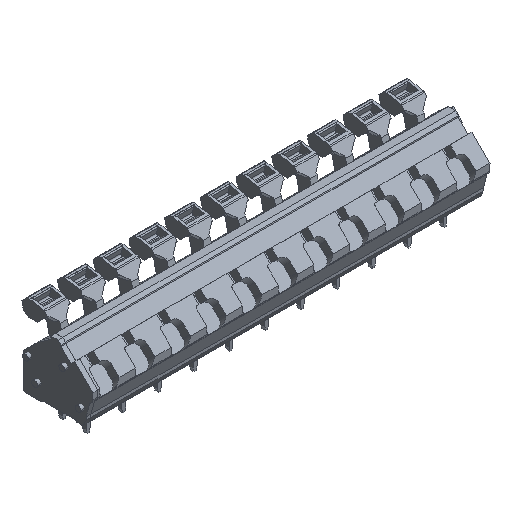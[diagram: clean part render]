
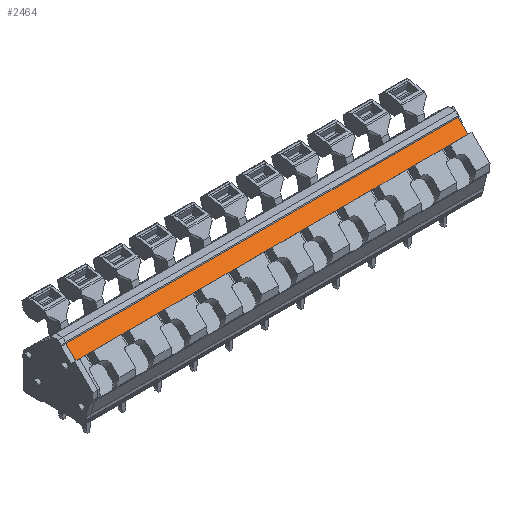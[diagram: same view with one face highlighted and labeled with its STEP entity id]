
A CAD part, isometric view. The second image highlights one B-rep face of the part: STEP entity #2464.
In plain terms, the highlighted planar face has unit normal (0, -0.707, 0.707).
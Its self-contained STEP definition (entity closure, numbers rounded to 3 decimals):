
#2268=AXIS2_PLACEMENT_3D('Plane Axis2P3D',#2265,#2266,#2267) ;
#252=CARTESIAN_POINT('Vertex',(1.7,4.588,13.942)) ;
#255=CARTESIAN_POINT('Line Origine',(1.7,5.637,14.99)) ;
#259=CARTESIAN_POINT('Vertex',(1.7,6.686,16.039)) ;
#2249=CARTESIAN_POINT('Vertex',(2.93,4.588,13.942)) ;
#2252=CARTESIAN_POINT('Line Origine',(2.315,4.588,13.942)) ;
#2265=CARTESIAN_POINT('Axis2P3D Location',(6.35,6.686,16.039)) ;
#2270=CARTESIAN_POINT('Line Origine',(3.774,4.588,13.942)) ;
#2274=CARTESIAN_POINT('Vertex',(4.617,4.588,13.942)) ;
#2277=CARTESIAN_POINT('Line Origine',(7.524,4.588,13.942)) ;
#2281=CARTESIAN_POINT('Vertex',(10.43,4.588,13.942)) ;
#2284=CARTESIAN_POINT('Line Origine',(11.274,4.588,13.942)) ;
#2288=CARTESIAN_POINT('Vertex',(12.117,4.588,13.942)) ;
#2291=CARTESIAN_POINT('Line Origine',(15.024,4.588,13.942)) ;
#2295=CARTESIAN_POINT('Vertex',(17.93,4.588,13.942)) ;
#2298=CARTESIAN_POINT('Line Origine',(18.774,4.588,13.942)) ;
#2302=CARTESIAN_POINT('Vertex',(19.617,4.588,13.942)) ;
#2305=CARTESIAN_POINT('Line Origine',(22.524,4.588,13.942)) ;
#2309=CARTESIAN_POINT('Vertex',(25.43,4.588,13.942)) ;
#2312=CARTESIAN_POINT('Line Origine',(26.274,4.588,13.942)) ;
#2316=CARTESIAN_POINT('Vertex',(27.117,4.588,13.942)) ;
#2319=CARTESIAN_POINT('Line Origine',(30.024,4.588,13.942)) ;
#2323=CARTESIAN_POINT('Vertex',(32.93,4.588,13.942)) ;
#2326=CARTESIAN_POINT('Line Origine',(33.774,4.588,13.942)) ;
#2330=CARTESIAN_POINT('Vertex',(34.617,4.588,13.942)) ;
#2333=CARTESIAN_POINT('Line Origine',(37.524,4.588,13.942)) ;
#2337=CARTESIAN_POINT('Vertex',(40.43,4.588,13.942)) ;
#2340=CARTESIAN_POINT('Line Origine',(41.274,4.588,13.942)) ;
#2344=CARTESIAN_POINT('Vertex',(42.117,4.588,13.942)) ;
#2347=CARTESIAN_POINT('Line Origine',(45.024,4.588,13.942)) ;
#2351=CARTESIAN_POINT('Vertex',(47.93,4.588,13.942)) ;
#2354=CARTESIAN_POINT('Line Origine',(48.774,4.588,13.942)) ;
#2358=CARTESIAN_POINT('Vertex',(49.617,4.588,13.942)) ;
#2361=CARTESIAN_POINT('Line Origine',(52.524,4.588,13.942)) ;
#2365=CARTESIAN_POINT('Vertex',(55.43,4.588,13.942)) ;
#2368=CARTESIAN_POINT('Line Origine',(56.274,4.588,13.942)) ;
#2372=CARTESIAN_POINT('Vertex',(57.117,4.588,13.942)) ;
#2375=CARTESIAN_POINT('Line Origine',(60.024,4.588,13.942)) ;
#2379=CARTESIAN_POINT('Vertex',(62.93,4.588,13.942)) ;
#2382=CARTESIAN_POINT('Line Origine',(63.774,4.588,13.942)) ;
#2386=CARTESIAN_POINT('Vertex',(64.617,4.588,13.942)) ;
#2389=CARTESIAN_POINT('Line Origine',(67.524,4.588,13.942)) ;
#2393=CARTESIAN_POINT('Vertex',(70.43,4.588,13.942)) ;
#2396=CARTESIAN_POINT('Line Origine',(71.274,4.588,13.942)) ;
#2400=CARTESIAN_POINT('Vertex',(72.117,4.588,13.942)) ;
#2403=CARTESIAN_POINT('Line Origine',(75.024,4.588,13.942)) ;
#2407=CARTESIAN_POINT('Vertex',(77.93,4.588,13.942)) ;
#2410=CARTESIAN_POINT('Line Origine',(78.774,4.588,13.942)) ;
#2414=CARTESIAN_POINT('Vertex',(79.617,4.588,13.942)) ;
#2417=CARTESIAN_POINT('Line Origine',(81.909,4.588,13.942)) ;
#2421=CARTESIAN_POINT('Vertex',(84.2,4.588,13.942)) ;
#2424=CARTESIAN_POINT('Line Origine',(84.2,5.637,14.99)) ;
#2428=CARTESIAN_POINT('Vertex',(84.2,6.686,16.039)) ;
#2431=CARTESIAN_POINT('Line Origine',(42.95,6.686,16.039)) ;
#256=DIRECTION('Vector Direction',(0.,-0.707,-0.707)) ;
#2253=DIRECTION('Vector Direction',(-1.,0.,0.)) ;
#2266=DIRECTION('Axis2P3D Direction',(0.,0.707,-0.707)) ;
#2267=DIRECTION('Axis2P3D XDirection',(0.,-0.707,-0.707)) ;
#2271=DIRECTION('Vector Direction',(-1.,0.,0.)) ;
#2278=DIRECTION('Vector Direction',(-1.,0.,0.)) ;
#2285=DIRECTION('Vector Direction',(-1.,0.,0.)) ;
#2292=DIRECTION('Vector Direction',(-1.,0.,0.)) ;
#2299=DIRECTION('Vector Direction',(-1.,0.,0.)) ;
#2306=DIRECTION('Vector Direction',(-1.,0.,0.)) ;
#2313=DIRECTION('Vector Direction',(-1.,0.,0.)) ;
#2320=DIRECTION('Vector Direction',(-1.,0.,0.)) ;
#2327=DIRECTION('Vector Direction',(-1.,0.,0.)) ;
#2334=DIRECTION('Vector Direction',(-1.,0.,0.)) ;
#2341=DIRECTION('Vector Direction',(-1.,0.,0.)) ;
#2348=DIRECTION('Vector Direction',(-1.,0.,0.)) ;
#2355=DIRECTION('Vector Direction',(-1.,0.,0.)) ;
#2362=DIRECTION('Vector Direction',(-1.,0.,0.)) ;
#2369=DIRECTION('Vector Direction',(-1.,0.,0.)) ;
#2376=DIRECTION('Vector Direction',(-1.,0.,0.)) ;
#2383=DIRECTION('Vector Direction',(-1.,0.,0.)) ;
#2390=DIRECTION('Vector Direction',(-1.,0.,0.)) ;
#2397=DIRECTION('Vector Direction',(-1.,0.,0.)) ;
#2404=DIRECTION('Vector Direction',(-1.,0.,0.)) ;
#2411=DIRECTION('Vector Direction',(-1.,0.,0.)) ;
#2418=DIRECTION('Vector Direction',(-1.,0.,0.)) ;
#2425=DIRECTION('Vector Direction',(0.,-0.707,-0.707)) ;
#2432=DIRECTION('Vector Direction',(-1.,0.,0.)) ;
#257=VECTOR('Line Direction',#256,1.) ;
#2254=VECTOR('Line Direction',#2253,1.) ;
#2272=VECTOR('Line Direction',#2271,1.) ;
#2279=VECTOR('Line Direction',#2278,1.) ;
#2286=VECTOR('Line Direction',#2285,1.) ;
#2293=VECTOR('Line Direction',#2292,1.) ;
#2300=VECTOR('Line Direction',#2299,1.) ;
#2307=VECTOR('Line Direction',#2306,1.) ;
#2314=VECTOR('Line Direction',#2313,1.) ;
#2321=VECTOR('Line Direction',#2320,1.) ;
#2328=VECTOR('Line Direction',#2327,1.) ;
#2335=VECTOR('Line Direction',#2334,1.) ;
#2342=VECTOR('Line Direction',#2341,1.) ;
#2349=VECTOR('Line Direction',#2348,1.) ;
#2356=VECTOR('Line Direction',#2355,1.) ;
#2363=VECTOR('Line Direction',#2362,1.) ;
#2370=VECTOR('Line Direction',#2369,1.) ;
#2377=VECTOR('Line Direction',#2376,1.) ;
#2384=VECTOR('Line Direction',#2383,1.) ;
#2391=VECTOR('Line Direction',#2390,1.) ;
#2398=VECTOR('Line Direction',#2397,1.) ;
#2405=VECTOR('Line Direction',#2404,1.) ;
#2412=VECTOR('Line Direction',#2411,1.) ;
#2419=VECTOR('Line Direction',#2418,1.) ;
#2426=VECTOR('Line Direction',#2425,1.) ;
#2433=VECTOR('Line Direction',#2432,1.) ;
#2437=ORIENTED_EDGE('',*,*,#2256,.F.) ;
#2438=ORIENTED_EDGE('',*,*,#2276,.F.) ;
#2439=ORIENTED_EDGE('',*,*,#2283,.F.) ;
#2440=ORIENTED_EDGE('',*,*,#2290,.F.) ;
#2441=ORIENTED_EDGE('',*,*,#2297,.F.) ;
#2442=ORIENTED_EDGE('',*,*,#2304,.F.) ;
#2443=ORIENTED_EDGE('',*,*,#2311,.F.) ;
#2444=ORIENTED_EDGE('',*,*,#2318,.F.) ;
#2445=ORIENTED_EDGE('',*,*,#2325,.F.) ;
#2446=ORIENTED_EDGE('',*,*,#2332,.F.) ;
#2447=ORIENTED_EDGE('',*,*,#2339,.F.) ;
#2448=ORIENTED_EDGE('',*,*,#2346,.F.) ;
#2449=ORIENTED_EDGE('',*,*,#2353,.F.) ;
#2450=ORIENTED_EDGE('',*,*,#2360,.F.) ;
#2451=ORIENTED_EDGE('',*,*,#2367,.F.) ;
#2452=ORIENTED_EDGE('',*,*,#2374,.F.) ;
#2453=ORIENTED_EDGE('',*,*,#2381,.F.) ;
#2454=ORIENTED_EDGE('',*,*,#2388,.F.) ;
#2455=ORIENTED_EDGE('',*,*,#2395,.F.) ;
#2456=ORIENTED_EDGE('',*,*,#2402,.F.) ;
#2457=ORIENTED_EDGE('',*,*,#2409,.F.) ;
#2458=ORIENTED_EDGE('',*,*,#2416,.F.) ;
#2459=ORIENTED_EDGE('',*,*,#2423,.F.) ;
#2460=ORIENTED_EDGE('',*,*,#2430,.T.) ;
#2461=ORIENTED_EDGE('',*,*,#2435,.T.) ;
#2462=ORIENTED_EDGE('',*,*,#261,.F.) ;
#2464=ADVANCED_FACE('Housing\\LMZF500-housing',(#2463),#2269,.F.) ;
#261=EDGE_CURVE('',#253,#260,#258,.F.) ;
#2256=EDGE_CURVE('',#2250,#253,#2255,.T.) ;
#2276=EDGE_CURVE('',#2275,#2250,#2273,.T.) ;
#2283=EDGE_CURVE('',#2282,#2275,#2280,.T.) ;
#2290=EDGE_CURVE('',#2289,#2282,#2287,.T.) ;
#2297=EDGE_CURVE('',#2296,#2289,#2294,.T.) ;
#2304=EDGE_CURVE('',#2303,#2296,#2301,.T.) ;
#2311=EDGE_CURVE('',#2310,#2303,#2308,.T.) ;
#2318=EDGE_CURVE('',#2317,#2310,#2315,.T.) ;
#2325=EDGE_CURVE('',#2324,#2317,#2322,.T.) ;
#2332=EDGE_CURVE('',#2331,#2324,#2329,.T.) ;
#2339=EDGE_CURVE('',#2338,#2331,#2336,.T.) ;
#2346=EDGE_CURVE('',#2345,#2338,#2343,.T.) ;
#2353=EDGE_CURVE('',#2352,#2345,#2350,.T.) ;
#2360=EDGE_CURVE('',#2359,#2352,#2357,.T.) ;
#2367=EDGE_CURVE('',#2366,#2359,#2364,.T.) ;
#2374=EDGE_CURVE('',#2373,#2366,#2371,.T.) ;
#2381=EDGE_CURVE('',#2380,#2373,#2378,.T.) ;
#2388=EDGE_CURVE('',#2387,#2380,#2385,.T.) ;
#2395=EDGE_CURVE('',#2394,#2387,#2392,.T.) ;
#2402=EDGE_CURVE('',#2401,#2394,#2399,.T.) ;
#2409=EDGE_CURVE('',#2408,#2401,#2406,.T.) ;
#2416=EDGE_CURVE('',#2415,#2408,#2413,.T.) ;
#2423=EDGE_CURVE('',#2422,#2415,#2420,.T.) ;
#2430=EDGE_CURVE('',#2422,#2429,#2427,.F.) ;
#2435=EDGE_CURVE('',#2429,#260,#2434,.T.) ;
#2436=EDGE_LOOP('',(#2437,#2438,#2439,#2440,#2441,#2442,#2443,#2444,#2445,#2446,#2447,#2448,#2449,#2450,#2451,#2452,#2453,#2454,#2455,#2456,#2457,#2458,#2459,#2460,#2461,#2462)) ;
#2463=FACE_OUTER_BOUND('',#2436,.T.) ;
#258=LINE('Line',#255,#257) ;
#2255=LINE('Line',#2252,#2254) ;
#2273=LINE('Line',#2270,#2272) ;
#2280=LINE('Line',#2277,#2279) ;
#2287=LINE('Line',#2284,#2286) ;
#2294=LINE('Line',#2291,#2293) ;
#2301=LINE('Line',#2298,#2300) ;
#2308=LINE('Line',#2305,#2307) ;
#2315=LINE('Line',#2312,#2314) ;
#2322=LINE('Line',#2319,#2321) ;
#2329=LINE('Line',#2326,#2328) ;
#2336=LINE('Line',#2333,#2335) ;
#2343=LINE('Line',#2340,#2342) ;
#2350=LINE('Line',#2347,#2349) ;
#2357=LINE('Line',#2354,#2356) ;
#2364=LINE('Line',#2361,#2363) ;
#2371=LINE('Line',#2368,#2370) ;
#2378=LINE('Line',#2375,#2377) ;
#2385=LINE('Line',#2382,#2384) ;
#2392=LINE('Line',#2389,#2391) ;
#2399=LINE('Line',#2396,#2398) ;
#2406=LINE('Line',#2403,#2405) ;
#2413=LINE('Line',#2410,#2412) ;
#2420=LINE('Line',#2417,#2419) ;
#2427=LINE('Line',#2424,#2426) ;
#2434=LINE('Line',#2431,#2433) ;
#2269=PLANE('',#2268) ;
#253=VERTEX_POINT('',#252) ;
#260=VERTEX_POINT('',#259) ;
#2250=VERTEX_POINT('',#2249) ;
#2275=VERTEX_POINT('',#2274) ;
#2282=VERTEX_POINT('',#2281) ;
#2289=VERTEX_POINT('',#2288) ;
#2296=VERTEX_POINT('',#2295) ;
#2303=VERTEX_POINT('',#2302) ;
#2310=VERTEX_POINT('',#2309) ;
#2317=VERTEX_POINT('',#2316) ;
#2324=VERTEX_POINT('',#2323) ;
#2331=VERTEX_POINT('',#2330) ;
#2338=VERTEX_POINT('',#2337) ;
#2345=VERTEX_POINT('',#2344) ;
#2352=VERTEX_POINT('',#2351) ;
#2359=VERTEX_POINT('',#2358) ;
#2366=VERTEX_POINT('',#2365) ;
#2373=VERTEX_POINT('',#2372) ;
#2380=VERTEX_POINT('',#2379) ;
#2387=VERTEX_POINT('',#2386) ;
#2394=VERTEX_POINT('',#2393) ;
#2401=VERTEX_POINT('',#2400) ;
#2408=VERTEX_POINT('',#2407) ;
#2415=VERTEX_POINT('',#2414) ;
#2422=VERTEX_POINT('',#2421) ;
#2429=VERTEX_POINT('',#2428) ;
